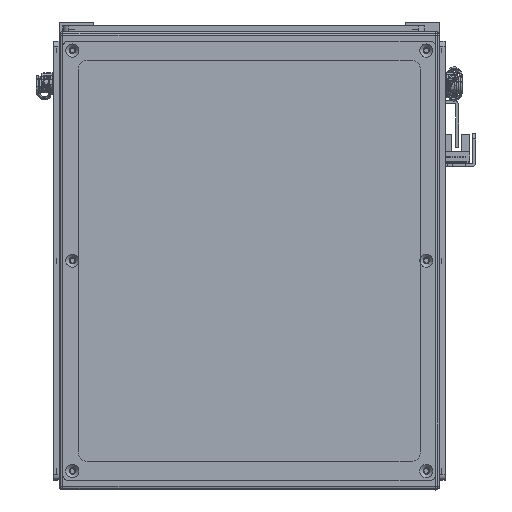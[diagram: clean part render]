
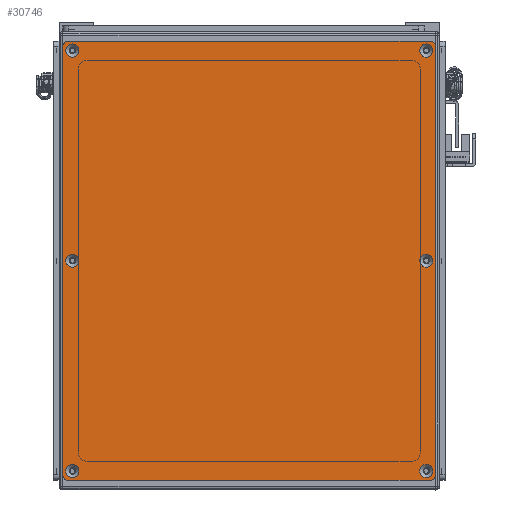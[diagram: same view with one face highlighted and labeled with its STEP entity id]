
A CAD part, front view. The second image highlights one B-rep face of the part: STEP entity #30746.
In plain terms, the highlighted planar face has unit normal (0, -1, 0).
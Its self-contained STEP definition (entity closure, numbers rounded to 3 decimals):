
#1011=FACE_BOUND('',#7638,.T.);
#1012=FACE_BOUND('',#7639,.T.);
#1013=FACE_BOUND('',#7640,.T.);
#1014=FACE_BOUND('',#7641,.T.);
#1015=FACE_BOUND('',#7642,.T.);
#1016=FACE_BOUND('',#7643,.T.);
#3255=CIRCLE('',#34151,3.45);
#3258=CIRCLE('',#34156,3.45);
#3261=CIRCLE('',#34161,3.45);
#3264=CIRCLE('',#34166,3.45);
#3267=CIRCLE('',#34171,3.45);
#3270=CIRCLE('',#34176,3.45);
#3273=CIRCLE('',#34181,3.);
#3275=CIRCLE('',#34184,3.);
#3276=CIRCLE('',#34185,3.);
#3277=CIRCLE('',#34186,3.);
#5649=FACE_OUTER_BOUND('',#7637,.T.);
#7637=EDGE_LOOP('',(#28288,#28289,#28290,#28291,#28292,#28293,#28294,#28295));
#7638=EDGE_LOOP('',(#28296));
#7639=EDGE_LOOP('',(#28297));
#7640=EDGE_LOOP('',(#28298));
#7641=EDGE_LOOP('',(#28299));
#7642=EDGE_LOOP('',(#28300));
#7643=EDGE_LOOP('',(#28301));
#10166=LINE('',#54378,#12680);
#10167=LINE('',#54382,#12681);
#10168=LINE('',#54386,#12682);
#10169=LINE('',#54389,#12683);
#12680=VECTOR('',#42807,10.);
#12681=VECTOR('',#42810,10.);
#12682=VECTOR('',#42813,10.);
#12683=VECTOR('',#42816,10.);
#15526=VERTEX_POINT('',#54308);
#15529=VERTEX_POINT('',#54318);
#15532=VERTEX_POINT('',#54328);
#15535=VERTEX_POINT('',#54338);
#15538=VERTEX_POINT('',#54348);
#15541=VERTEX_POINT('',#54358);
#15544=VERTEX_POINT('',#54368);
#15545=VERTEX_POINT('',#54369);
#15548=VERTEX_POINT('',#54377);
#15549=VERTEX_POINT('',#54379);
#15550=VERTEX_POINT('',#54381);
#15551=VERTEX_POINT('',#54383);
#15552=VERTEX_POINT('',#54385);
#15553=VERTEX_POINT('',#54387);
#19776=EDGE_CURVE('',#15526,#15526,#3255,.T.);
#19781=EDGE_CURVE('',#15529,#15529,#3258,.T.);
#19786=EDGE_CURVE('',#15532,#15532,#3261,.T.);
#19791=EDGE_CURVE('',#15535,#15535,#3264,.T.);
#19796=EDGE_CURVE('',#15538,#15538,#3267,.T.);
#19801=EDGE_CURVE('',#15541,#15541,#3270,.T.);
#19806=EDGE_CURVE('',#15544,#15545,#3273,.T.);
#19810=EDGE_CURVE('',#15544,#15548,#10166,.T.);
#19811=EDGE_CURVE('',#15549,#15548,#3275,.T.);
#19812=EDGE_CURVE('',#15549,#15550,#10167,.T.);
#19813=EDGE_CURVE('',#15551,#15550,#3276,.T.);
#19814=EDGE_CURVE('',#15551,#15552,#10168,.T.);
#19815=EDGE_CURVE('',#15553,#15552,#3277,.T.);
#19816=EDGE_CURVE('',#15553,#15545,#10169,.T.);
#28288=ORIENTED_EDGE('',*,*,#19806,.F.);
#28289=ORIENTED_EDGE('',*,*,#19810,.T.);
#28290=ORIENTED_EDGE('',*,*,#19811,.F.);
#28291=ORIENTED_EDGE('',*,*,#19812,.T.);
#28292=ORIENTED_EDGE('',*,*,#19813,.F.);
#28293=ORIENTED_EDGE('',*,*,#19814,.T.);
#28294=ORIENTED_EDGE('',*,*,#19815,.F.);
#28295=ORIENTED_EDGE('',*,*,#19816,.T.);
#28296=ORIENTED_EDGE('',*,*,#19776,.T.);
#28297=ORIENTED_EDGE('',*,*,#19781,.T.);
#28298=ORIENTED_EDGE('',*,*,#19786,.T.);
#28299=ORIENTED_EDGE('',*,*,#19791,.T.);
#28300=ORIENTED_EDGE('',*,*,#19796,.T.);
#28301=ORIENTED_EDGE('',*,*,#19801,.T.);
#29218=PLANE('',#34183);
#30746=ADVANCED_FACE('',(#5649,#1011,#1012,#1013,#1014,#1015,#1016),#29218,
 .T.);
#34151=AXIS2_PLACEMENT_3D('',#54309,#42727,#42728);
#34156=AXIS2_PLACEMENT_3D('',#54319,#42739,#42740);
#34161=AXIS2_PLACEMENT_3D('',#54329,#42751,#42752);
#34166=AXIS2_PLACEMENT_3D('',#54339,#42763,#42764);
#34171=AXIS2_PLACEMENT_3D('',#54349,#42775,#42776);
#34176=AXIS2_PLACEMENT_3D('',#54359,#42787,#42788);
#34181=AXIS2_PLACEMENT_3D('',#54370,#42799,#42800);
#34183=AXIS2_PLACEMENT_3D('',#54376,#42805,#42806);
#34184=AXIS2_PLACEMENT_3D('',#54380,#42808,#42809);
#34185=AXIS2_PLACEMENT_3D('',#54384,#42811,#42812);
#34186=AXIS2_PLACEMENT_3D('',#54388,#42814,#42815);
#42727=DIRECTION('center_axis',(0.,1.,0.));
#42728=DIRECTION('ref_axis',(1.,0.,0.));
#42739=DIRECTION('center_axis',(0.,1.,0.));
#42740=DIRECTION('ref_axis',(1.,0.,0.));
#42751=DIRECTION('center_axis',(0.,1.,0.));
#42752=DIRECTION('ref_axis',(1.,0.,0.));
#42763=DIRECTION('center_axis',(0.,1.,0.));
#42764=DIRECTION('ref_axis',(1.,0.,0.));
#42775=DIRECTION('center_axis',(0.,1.,0.));
#42776=DIRECTION('ref_axis',(1.,0.,0.));
#42787=DIRECTION('center_axis',(0.,1.,0.));
#42788=DIRECTION('ref_axis',(1.,0.,0.));
#42799=DIRECTION('center_axis',(0.,1.,0.));
#42800=DIRECTION('ref_axis',(-0.707,0.,0.707));
#42805=DIRECTION('center_axis',(0.,-1.,0.));
#42806=DIRECTION('ref_axis',(0.,0.,-1.));
#42807=DIRECTION('',(0.,0.,-1.));
#42808=DIRECTION('center_axis',(0.,1.,0.));
#42809=DIRECTION('ref_axis',(-0.707,0.,-0.707));
#42810=DIRECTION('',(1.,0.,0.));
#42811=DIRECTION('center_axis',(0.,1.,0.));
#42812=DIRECTION('ref_axis',(0.707,0.,-0.707));
#42813=DIRECTION('',(0.,0.,1.));
#42814=DIRECTION('center_axis',(0.,1.,0.));
#42815=DIRECTION('ref_axis',(0.707,0.,0.707));
#42816=DIRECTION('',(-1.,0.,0.));
#54308=CARTESIAN_POINT('',(107.05,-1.5,93.));
#54309=CARTESIAN_POINT('Origin',(110.5,-1.5,93.));
#54318=CARTESIAN_POINT('',(-3.45,-1.5,93.));
#54319=CARTESIAN_POINT('Origin',(0.,-1.5,93.));
#54328=CARTESIAN_POINT('',(-113.95,-1.5,93.));
#54329=CARTESIAN_POINT('Origin',(-110.5,-1.5,93.));
#54338=CARTESIAN_POINT('',(-113.95,-1.5,-93.));
#54339=CARTESIAN_POINT('Origin',(-110.5,-1.5,-93.));
#54348=CARTESIAN_POINT('',(-3.45,-1.5,-93.));
#54349=CARTESIAN_POINT('Origin',(0.,-1.5,-93.));
#54358=CARTESIAN_POINT('',(107.05,-1.5,-93.));
#54359=CARTESIAN_POINT('Origin',(110.5,-1.5,-93.));
#54368=CARTESIAN_POINT('',(-115.5,-1.5,95.));
#54369=CARTESIAN_POINT('',(-112.5,-1.5,98.));
#54370=CARTESIAN_POINT('Origin',(-112.5,-1.5,95.));
#54376=CARTESIAN_POINT('Origin',(0.,-1.5,0.));
#54377=CARTESIAN_POINT('',(-115.5,-1.5,-95.));
#54378=CARTESIAN_POINT('',(-115.5,-1.5,98.));
#54379=CARTESIAN_POINT('',(-112.5,-1.5,-98.));
#54380=CARTESIAN_POINT('Origin',(-112.5,-1.5,-95.));
#54381=CARTESIAN_POINT('',(112.5,-1.5,-98.));
#54382=CARTESIAN_POINT('',(-115.5,-1.5,-98.));
#54383=CARTESIAN_POINT('',(115.5,-1.5,-95.));
#54384=CARTESIAN_POINT('Origin',(112.5,-1.5,-95.));
#54385=CARTESIAN_POINT('',(115.5,-1.5,95.));
#54386=CARTESIAN_POINT('',(115.5,-1.5,-98.));
#54387=CARTESIAN_POINT('',(112.5,-1.5,98.));
#54388=CARTESIAN_POINT('Origin',(112.5,-1.5,95.));
#54389=CARTESIAN_POINT('',(115.5,-1.5,98.));
